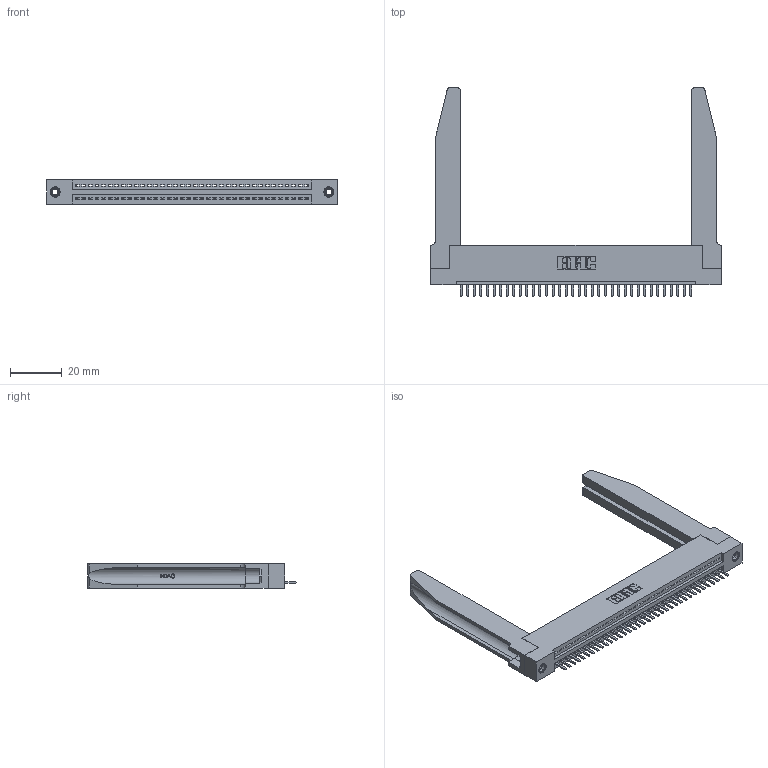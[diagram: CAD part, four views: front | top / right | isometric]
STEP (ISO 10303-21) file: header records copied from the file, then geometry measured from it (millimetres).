
FILE_DESCRIPTION (( 'STEP AP203' ), '1' );
FILE_NAME ('345-036-520-178.STEP', '2019-10-07T22:16:49', ( '' ), ( '' ), 'SwSTEP 2.0', 'SolidWorks 2016', '' );
FILE_SCHEMA (( 'CONFIG_CONTROL_DESIGN' ));
Length unit declared in the file: inch
Products named in the file (5): 345-036-520-178; 345-220-078_345-220-078; 345-250-001_345-250-001-102; 345 Part_Flush Mounting Lugs - 0.156 Dia-TH; 345-292-001_345-293-120
Assembly tree (41 placements, depth 2):
  345-036-520-178
    345 Part_Flush Mounting Lugs - 0.156 Dia-TH
    345-292-001_345-293-120  x36
    345-250-001_345-250-001-102  x2
    345-220-078_345-220-078  x2
Bounding box: 112.67 x 80.64 x 9.4 mm (x, y, z)
Volume: 18319.7 mm3; surface area: 20444.2 mm2
Topology: 41 solids, 41 shells, 2592 faces, 7573 edges, 4942 vertices
Faces by surface type: plane 1734, cylinder 806, bspline 36, cone 12, torus 4
Entity records: 32756 total; most frequent: CARTESIAN_POINT 6583, ORIENTED_EDGE 5438, DIRECTION 4753, EDGE_CURVE 2719, VECTOR 2345, LINE 2345, VERTEX_POINT 1804, AXIS2_PLACEMENT_3D 1204
